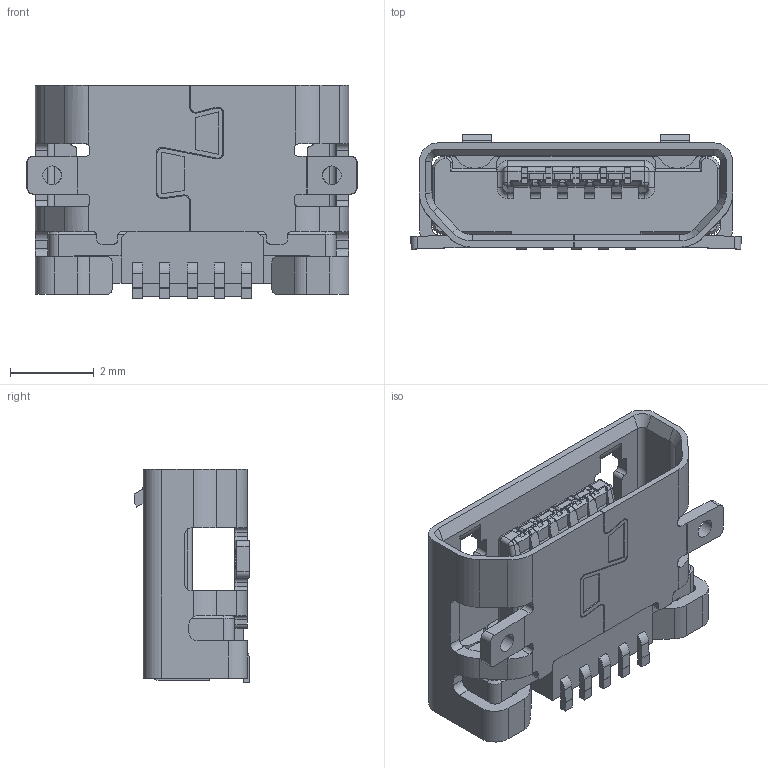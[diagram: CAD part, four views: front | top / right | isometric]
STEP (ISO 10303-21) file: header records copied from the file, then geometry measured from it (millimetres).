
FILE_DESCRIPTION((''),'2;1');
FILE_NAME('10118192-001LF','2016-03-03T',('taik'),('FCI - ELX Division'),'PRO/ENGINEER BY PARAMETRIC TECHNOLOGY CORPORATION, 2013150','PRO/ENGINEER BY PARAMETRIC TECHNOLOGY CORPORATION, 2013150','');
FILE_SCHEMA(('AUTOMOTIVE_DESIGN { 1 0 10303 214 1 1 1 1 }'));
Length unit declared in the file: millimetre
Products named in the file (1): 10118192-001LF
Bounding box: 7.91 x 2.77 x 5.1 mm (x, y, z)
Volume: 42.1 mm3; surface area: 259.8 mm2
Topology: 1 solids, 1 shells, 704 faces, 1971 edges, 1268 vertices
Faces by surface type: plane 442, cylinder 224, cone 20, bspline 10, torus 4, sphere 4
Entity records: 23948 total; most frequent: CARTESIAN_POINT 5562, ORIENTED_EDGE 3934, DIRECTION 3677, EDGE_CURVE 1967, VECTOR 1433, LINE 1433, VERTEX_POINT 1268, AXIS2_PLACEMENT_3D 1122
